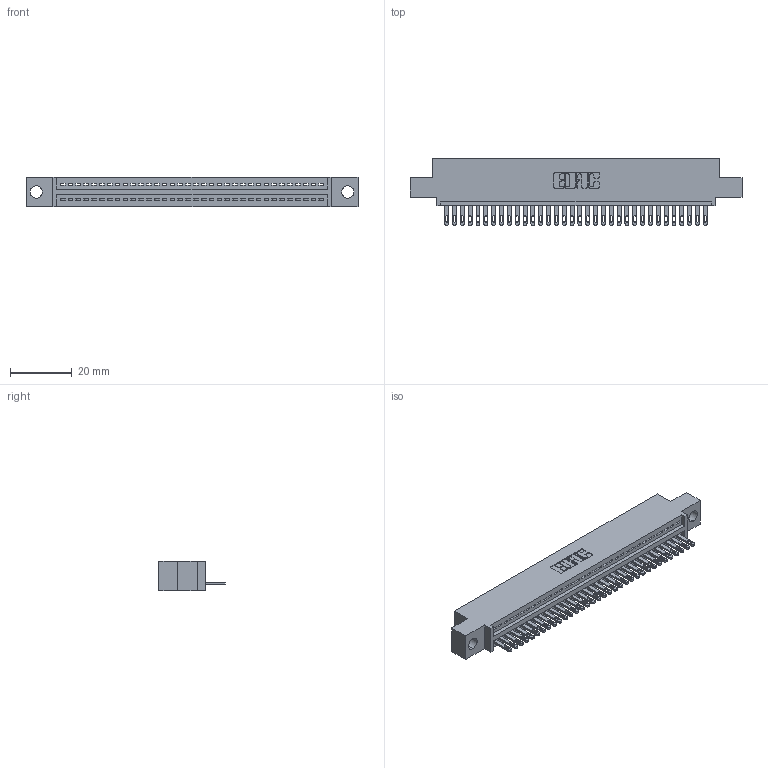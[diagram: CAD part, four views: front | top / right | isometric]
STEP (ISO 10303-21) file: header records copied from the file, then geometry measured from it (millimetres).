
FILE_DESCRIPTION (( 'STEP AP203' ), '1' );
FILE_NAME ('345-034-500-404.STEP', '2021-05-26T14:45:09', ( '' ), ( '' ), 'SwSTEP 2.0', 'SolidWorks 2020', '' );
FILE_SCHEMA (( 'CONFIG_CONTROL_DESIGN' ));
Length unit declared in the file: inch
Products named in the file (3): 345-034-500-404; 345-292-001_345-293-100; 345 Part_0.110 Offset - 0.156 Dia-TI
Assembly tree (35 placements, depth 2):
  345-034-500-404
    345 Part_0.110 Offset - 0.156 Dia-TI
    345-292-001_345-293-100  x34
Bounding box: 107.57 x 21.51 x 9.4 mm (x, y, z)
Volume: 9993.2 mm3; surface area: 13172.1 mm2
Topology: 35 solids, 35 shells, 1980 faces, 6101 edges, 4066 vertices
Faces by surface type: plane 1254, cylinder 726
Entity records: 27147 total; most frequent: CARTESIAN_POINT 4712, ORIENTED_EDGE 4678, DIRECTION 4127, EDGE_CURVE 2339, LINE 2067, VECTOR 2067, VERTEX_POINT 1558, AXIS2_PLACEMENT_3D 1030
